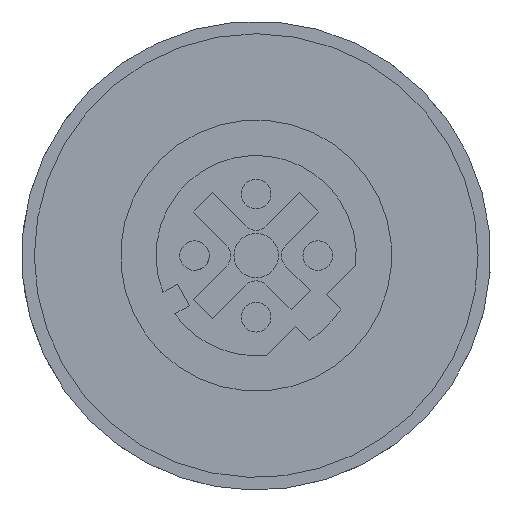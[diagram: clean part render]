
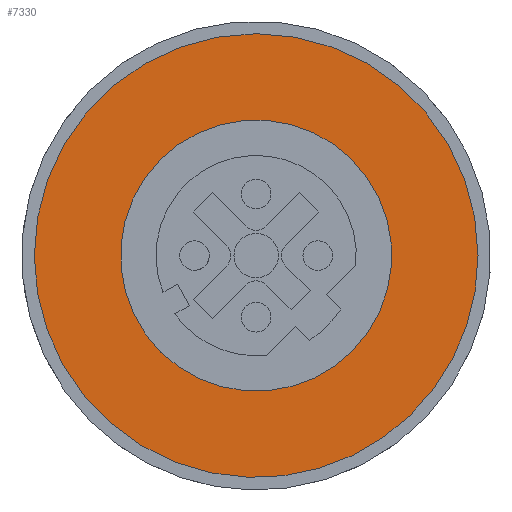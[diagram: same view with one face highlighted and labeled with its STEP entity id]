
A CAD part, front view. The second image highlights one B-rep face of the part: STEP entity #7330.
In plain terms, the highlighted face is planar.
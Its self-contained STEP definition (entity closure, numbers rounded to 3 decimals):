
#6940=CARTESIAN_POINT('',(77.256,5.836,
50.195));
#6950=DIRECTION('',(1.,0.,0.));
#6960=DIRECTION('',(0.,-0.703,
-0.711));
#6970=AXIS2_PLACEMENT_3D('',#6940,#6950,#6960);
#6980=PLANE('',#6970);
#6990=CARTESIAN_POINT('',(77.256,1.443,
45.75));
#7000=DIRECTION('',(1.,0.,0.));
#7010=DIRECTION('',(0.,0.711,
-0.703));
#7020=AXIS2_PLACEMENT_3D('',#6990,#7000,#7010);
#7030=CIRCLE('',#7020,5.5);
#7040=CARTESIAN_POINT('',(77.256,5.355,
41.884));
#7050=VERTEX_POINT('',#7040);
#7060=CARTESIAN_POINT('',(77.256,-2.469,
49.615));
#7070=VERTEX_POINT('',#7060);
#7080=EDGE_CURVE('',#7050,#7070,#7030,.T.);
#7090=ORIENTED_EDGE('',*,*,#7080,.F.);
#7100=EDGE_CURVE('',#7070,#7050,#7030,.T.);
#7110=ORIENTED_EDGE('',*,*,#7100,.F.);
#7120=EDGE_LOOP('',(#7110,#7090));
#7130=FACE_BOUND('',#7120,.T.);
#7140=CARTESIAN_POINT('',(77.256,1.443,
45.75));
#7150=DIRECTION('',(1.,0.,0.));
#7160=DIRECTION('',(0.,1.,0.));
#7170=AXIS2_PLACEMENT_3D('',#7140,#7150,#7160);
#7180=CIRCLE('',#7170,9.);
#7190=CARTESIAN_POINT('',(77.256,10.443,
45.75));
#7200=VERTEX_POINT('',#7190);
#7210=CARTESIAN_POINT('',(77.256,-7.557,
45.75));
#7220=VERTEX_POINT('',#7210);
#7230=EDGE_CURVE('',#7200,#7220,#7180,.T.);
#7240=ORIENTED_EDGE('',*,*,#7230,.T.);
#7250=CARTESIAN_POINT('',(77.256,1.129,
36.755));
#7260=VERTEX_POINT('',#7250);
#7270=EDGE_CURVE('',#7260,#7200,#7180,.T.);
#7280=ORIENTED_EDGE('',*,*,#7270,.T.);
#7290=EDGE_CURVE('',#7220,#7260,#7180,.T.);
#7300=ORIENTED_EDGE('',*,*,#7290,.T.);
#7310=EDGE_LOOP('',(#7300,#7280,#7240));
#7320=FACE_OUTER_BOUND('',#7310,.T.);
#7330=ADVANCED_FACE('',(#7130,#7320),#6980,.T.);
